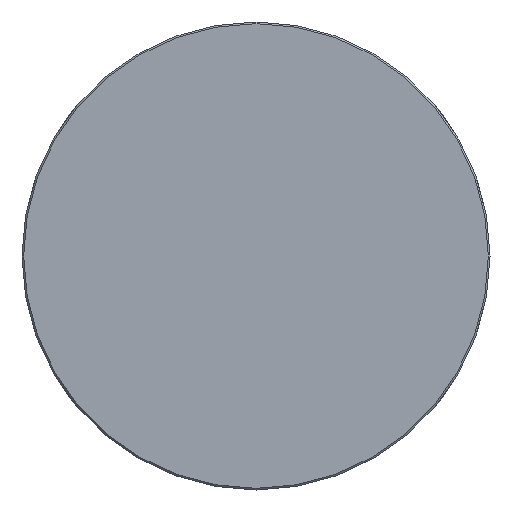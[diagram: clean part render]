
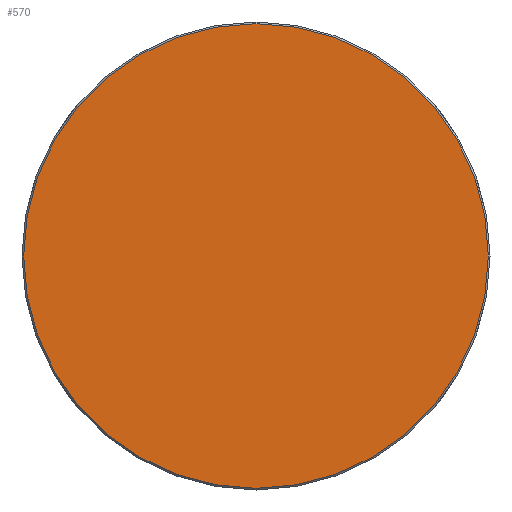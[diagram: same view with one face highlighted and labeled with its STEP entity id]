
A CAD part, left-side view. The second image highlights one B-rep face of the part: STEP entity #570.
In plain terms, the highlighted planar face has unit normal (-1, 0, 0).
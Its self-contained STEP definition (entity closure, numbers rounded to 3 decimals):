
#226 = DIRECTION ( 'NONE',  ( 0., 0., -1. ) ) ;
#404 = CARTESIAN_POINT ( 'NONE',  ( -102.8, -42.2, 42.2 ) ) ;
#522 = VERTEX_POINT ( 'NONE', #807 ) ;
#554 = FACE_OUTER_BOUND ( 'NONE', #852, .T. ) ;
#570 = ADVANCED_FACE ( 'NONE', ( #554 ), #684, .F. ) ;
#666 = ORIENTED_EDGE ( 'NONE', *, *, #822, .T. ) ;
#684 = PLANE ( 'NONE',  #796 ) ;
#763 = DIRECTION ( 'NONE',  ( 0., 0., -1. ) ) ;
#796 = AXIS2_PLACEMENT_3D ( 'NONE', #404, #1588, #1443 ) ;
#807 = CARTESIAN_POINT ( 'NONE',  ( -102.8, 0., -41.7 ) ) ;
#808 = EDGE_CURVE ( 'NONE', #1170, #522, #1565, .T. ) ;
#822 = EDGE_CURVE ( 'NONE', #522, #1170, #1229, .T. ) ;
#852 = EDGE_LOOP ( 'NONE', ( #666, #1634 ) ) ;
#1061 = AXIS2_PLACEMENT_3D ( 'NONE', #1280, #1156, #226 ) ;
#1085 = AXIS2_PLACEMENT_3D ( 'NONE', #1149, #1535, #763 ) ;
#1149 = CARTESIAN_POINT ( 'NONE',  ( -102.8, 0., 0. ) ) ;
#1156 = DIRECTION ( 'NONE',  ( -1., 0., 0. ) ) ;
#1170 = VERTEX_POINT ( 'NONE', #1347 ) ;
#1229 = CIRCLE ( 'NONE', #1085, 41.7 ) ;
#1280 = CARTESIAN_POINT ( 'NONE',  ( -102.8, 0., 0. ) ) ;
#1347 = CARTESIAN_POINT ( 'NONE',  ( -102.8, 0., 41.7 ) ) ;
#1443 = DIRECTION ( 'NONE',  ( 0., 0., -1. ) ) ;
#1535 = DIRECTION ( 'NONE',  ( -1., 0., 0. ) ) ;
#1565 = CIRCLE ( 'NONE', #1061, 41.7 ) ;
#1588 = DIRECTION ( 'NONE',  ( 1., 0., 0. ) ) ;
#1634 = ORIENTED_EDGE ( 'NONE', *, *, #808, .T. ) ;
